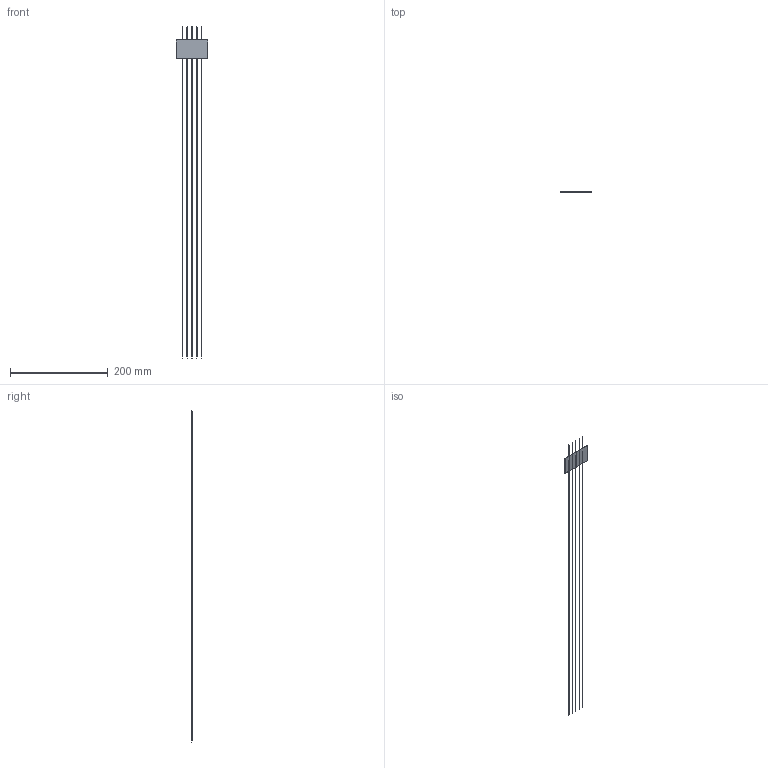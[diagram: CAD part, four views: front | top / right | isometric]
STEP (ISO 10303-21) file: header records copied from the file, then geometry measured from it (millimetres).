
FILE_DESCRIPTION (( 'STEP AP214' ), '1' );
FILE_NAME ('D1002225-1 - aLIGO, FLEX CIRCUIT, SHORT.STEP', '2010-08-20T17:34:27', ( 'LIGO' ), ( 'CALTECH' ), 'SwSTEP 2.0', 'SolidWorks 2010', '' );
FILE_SCHEMA (( 'AUTOMOTIVE_DESIGN' ));
Length unit declared in the file: inch
Products named in the file (1): D1002225-1 - aLIGO, FLEX CIRCUIT, SHORT
Bounding box: 63.5 x 1 x 679.45 mm (x, y, z)
Volume: 1972.2 mm3; surface area: 16793.5 mm2
Topology: 12 solids, 12 shells, 92 faces, 204 edges, 136 vertices
Faces by surface type: plane 62, cylinder 30
Entity records: 2709 total; most frequent: DIRECTION 450, CARTESIAN_POINT 433, ORIENTED_EDGE 408, EDGE_CURVE 204, AXIS2_PLACEMENT_3D 153, LINE 144, VECTOR 144, VERTEX_POINT 136
